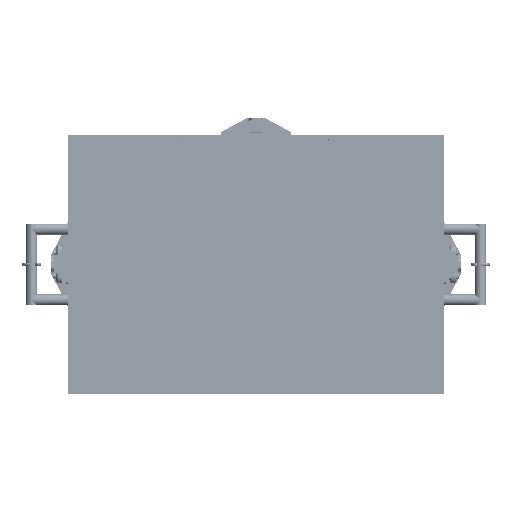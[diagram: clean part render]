
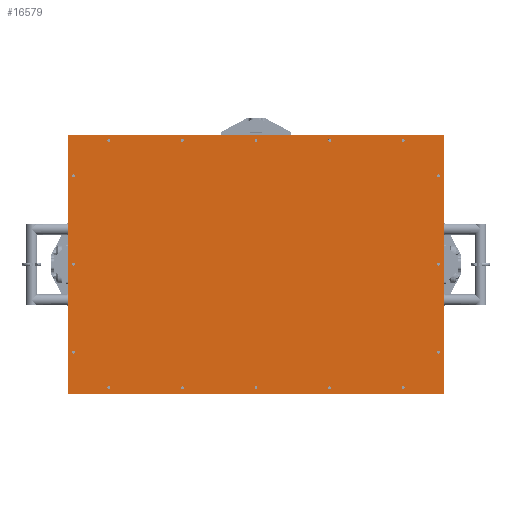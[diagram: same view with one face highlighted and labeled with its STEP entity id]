
A CAD part, top view. The second image highlights one B-rep face of the part: STEP entity #16579.
In plain terms, the highlighted planar face has unit normal (0, 0, 1).
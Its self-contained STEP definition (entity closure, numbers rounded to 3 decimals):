
#994=CIRCLE('',#17799,2.5);
#996=CIRCLE('',#17802,2.5);
#998=CIRCLE('',#17805,2.5);
#1000=CIRCLE('',#17808,2.5);
#1002=CIRCLE('',#17811,2.5);
#1004=CIRCLE('',#17814,2.5);
#1006=CIRCLE('',#17817,2.5);
#1008=CIRCLE('',#17820,2.5);
#1010=CIRCLE('',#17823,2.5);
#1012=CIRCLE('',#17826,2.5);
#1014=CIRCLE('',#17829,2.5);
#1016=CIRCLE('',#17832,2.5);
#1018=CIRCLE('',#17835,2.5);
#1020=CIRCLE('',#17838,2.5);
#1022=CIRCLE('',#17841,2.5);
#1024=CIRCLE('',#17844,2.5);
#1972=FACE_BOUND('',#3617,.T.);
#1973=FACE_BOUND('',#3618,.T.);
#1974=FACE_BOUND('',#3619,.T.);
#1975=FACE_BOUND('',#3620,.T.);
#1976=FACE_BOUND('',#3621,.T.);
#1977=FACE_BOUND('',#3622,.T.);
#1978=FACE_BOUND('',#3623,.T.);
#1979=FACE_BOUND('',#3624,.T.);
#1980=FACE_BOUND('',#3625,.T.);
#1981=FACE_BOUND('',#3626,.T.);
#1982=FACE_BOUND('',#3627,.T.);
#1983=FACE_BOUND('',#3628,.T.);
#1984=FACE_BOUND('',#3629,.T.);
#1985=FACE_BOUND('',#3630,.T.);
#1986=FACE_BOUND('',#3631,.T.);
#1987=FACE_BOUND('',#3632,.T.);
#2536=FACE_OUTER_BOUND('',#3616,.T.);
#3616=EDGE_LOOP('',(#12914,#12915,#12916,#12917));
#3617=EDGE_LOOP('',(#12918));
#3618=EDGE_LOOP('',(#12919));
#3619=EDGE_LOOP('',(#12920));
#3620=EDGE_LOOP('',(#12921));
#3621=EDGE_LOOP('',(#12922));
#3622=EDGE_LOOP('',(#12923));
#3623=EDGE_LOOP('',(#12924));
#3624=EDGE_LOOP('',(#12925));
#3625=EDGE_LOOP('',(#12926));
#3626=EDGE_LOOP('',(#12927));
#3627=EDGE_LOOP('',(#12928));
#3628=EDGE_LOOP('',(#12929));
#3629=EDGE_LOOP('',(#12930));
#3630=EDGE_LOOP('',(#12931));
#3631=EDGE_LOOP('',(#12932));
#3632=EDGE_LOOP('',(#12933));
#4998=LINE('',#32211,#6492);
#5001=LINE('',#32217,#6495);
#5004=LINE('',#32223,#6498);
#5007=LINE('',#32227,#6501);
#6492=VECTOR('',#20808,10.);
#6495=VECTOR('',#20813,10.);
#6498=VECTOR('',#20818,10.);
#6501=VECTOR('',#20823,10.);
#7909=VERTEX_POINT('',#32109);
#7911=VERTEX_POINT('',#32115);
#7913=VERTEX_POINT('',#32121);
#7915=VERTEX_POINT('',#32127);
#7917=VERTEX_POINT('',#32133);
#7919=VERTEX_POINT('',#32139);
#7921=VERTEX_POINT('',#32145);
#7923=VERTEX_POINT('',#32151);
#7925=VERTEX_POINT('',#32157);
#7927=VERTEX_POINT('',#32163);
#7929=VERTEX_POINT('',#32169);
#7931=VERTEX_POINT('',#32175);
#7933=VERTEX_POINT('',#32181);
#7935=VERTEX_POINT('',#32187);
#7937=VERTEX_POINT('',#32193);
#7939=VERTEX_POINT('',#32199);
#7943=VERTEX_POINT('',#32208);
#7944=VERTEX_POINT('',#32210);
#7946=VERTEX_POINT('',#32216);
#7948=VERTEX_POINT('',#32222);
#9697=EDGE_CURVE('',#7909,#7909,#994,.T.);
#9700=EDGE_CURVE('',#7911,#7911,#996,.T.);
#9703=EDGE_CURVE('',#7913,#7913,#998,.T.);
#9706=EDGE_CURVE('',#7915,#7915,#1000,.T.);
#9709=EDGE_CURVE('',#7917,#7917,#1002,.T.);
#9712=EDGE_CURVE('',#7919,#7919,#1004,.T.);
#9715=EDGE_CURVE('',#7921,#7921,#1006,.T.);
#9718=EDGE_CURVE('',#7923,#7923,#1008,.T.);
#9721=EDGE_CURVE('',#7925,#7925,#1010,.T.);
#9724=EDGE_CURVE('',#7927,#7927,#1012,.T.);
#9727=EDGE_CURVE('',#7929,#7929,#1014,.T.);
#9730=EDGE_CURVE('',#7931,#7931,#1016,.T.);
#9733=EDGE_CURVE('',#7933,#7933,#1018,.T.);
#9736=EDGE_CURVE('',#7935,#7935,#1020,.T.);
#9739=EDGE_CURVE('',#7937,#7937,#1022,.T.);
#9742=EDGE_CURVE('',#7939,#7939,#1024,.T.);
#9747=EDGE_CURVE('',#7944,#7943,#4998,.T.);
#9750=EDGE_CURVE('',#7946,#7944,#5001,.T.);
#9753=EDGE_CURVE('',#7948,#7946,#5004,.T.);
#9756=EDGE_CURVE('',#7943,#7948,#5007,.T.);
#12914=ORIENTED_EDGE('',*,*,#9756,.T.);
#12915=ORIENTED_EDGE('',*,*,#9753,.T.);
#12916=ORIENTED_EDGE('',*,*,#9750,.T.);
#12917=ORIENTED_EDGE('',*,*,#9747,.T.);
#12918=ORIENTED_EDGE('',*,*,#9742,.T.);
#12919=ORIENTED_EDGE('',*,*,#9739,.T.);
#12920=ORIENTED_EDGE('',*,*,#9736,.T.);
#12921=ORIENTED_EDGE('',*,*,#9733,.T.);
#12922=ORIENTED_EDGE('',*,*,#9730,.T.);
#12923=ORIENTED_EDGE('',*,*,#9727,.T.);
#12924=ORIENTED_EDGE('',*,*,#9724,.T.);
#12925=ORIENTED_EDGE('',*,*,#9721,.T.);
#12926=ORIENTED_EDGE('',*,*,#9718,.T.);
#12927=ORIENTED_EDGE('',*,*,#9715,.T.);
#12928=ORIENTED_EDGE('',*,*,#9712,.T.);
#12929=ORIENTED_EDGE('',*,*,#9709,.T.);
#12930=ORIENTED_EDGE('',*,*,#9706,.T.);
#12931=ORIENTED_EDGE('',*,*,#9703,.T.);
#12932=ORIENTED_EDGE('',*,*,#9700,.T.);
#12933=ORIENTED_EDGE('',*,*,#9697,.T.);
#15871=PLANE('',#17850);
#16579=ADVANCED_FACE('',(#2536,#1972,#1973,#1974,#1975,#1976,#1977,#1978,
#1979,#1980,#1981,#1982,#1983,#1984,#1985,#1986,#1987),#15871,.T.);
#17799=AXIS2_PLACEMENT_3D('',#32110,#20694,#20695);
#17802=AXIS2_PLACEMENT_3D('',#32116,#20701,#20702);
#17805=AXIS2_PLACEMENT_3D('',#32122,#20708,#20709);
#17808=AXIS2_PLACEMENT_3D('',#32128,#20715,#20716);
#17811=AXIS2_PLACEMENT_3D('',#32134,#20722,#20723);
#17814=AXIS2_PLACEMENT_3D('',#32140,#20729,#20730);
#17817=AXIS2_PLACEMENT_3D('',#32146,#20736,#20737);
#17820=AXIS2_PLACEMENT_3D('',#32152,#20743,#20744);
#17823=AXIS2_PLACEMENT_3D('',#32158,#20750,#20751);
#17826=AXIS2_PLACEMENT_3D('',#32164,#20757,#20758);
#17829=AXIS2_PLACEMENT_3D('',#32170,#20764,#20765);
#17832=AXIS2_PLACEMENT_3D('',#32176,#20771,#20772);
#17835=AXIS2_PLACEMENT_3D('',#32182,#20778,#20779);
#17838=AXIS2_PLACEMENT_3D('',#32188,#20785,#20786);
#17841=AXIS2_PLACEMENT_3D('',#32194,#20792,#20793);
#17844=AXIS2_PLACEMENT_3D('',#32200,#20799,#20800);
#17850=AXIS2_PLACEMENT_3D('',#32228,#20824,#20825);
#20694=DIRECTION('center_axis',(0.,0.,-1.));
#20695=DIRECTION('ref_axis',(-1.,0.,0.));
#20701=DIRECTION('center_axis',(0.,0.,-1.));
#20702=DIRECTION('ref_axis',(-1.,0.,0.));
#20708=DIRECTION('center_axis',(0.,0.,-1.));
#20709=DIRECTION('ref_axis',(-1.,0.,0.));
#20715=DIRECTION('center_axis',(0.,0.,-1.));
#20716=DIRECTION('ref_axis',(-1.,0.,0.));
#20722=DIRECTION('center_axis',(0.,0.,-1.));
#20723=DIRECTION('ref_axis',(-1.,0.,0.));
#20729=DIRECTION('center_axis',(0.,0.,-1.));
#20730=DIRECTION('ref_axis',(-1.,0.,0.));
#20736=DIRECTION('center_axis',(0.,0.,-1.));
#20737=DIRECTION('ref_axis',(-1.,0.,0.));
#20743=DIRECTION('center_axis',(0.,0.,-1.));
#20744=DIRECTION('ref_axis',(-1.,0.,0.));
#20750=DIRECTION('center_axis',(0.,0.,-1.));
#20751=DIRECTION('ref_axis',(-1.,0.,0.));
#20757=DIRECTION('center_axis',(0.,0.,-1.));
#20758=DIRECTION('ref_axis',(-1.,0.,0.));
#20764=DIRECTION('center_axis',(0.,0.,-1.));
#20765=DIRECTION('ref_axis',(-1.,0.,0.));
#20771=DIRECTION('center_axis',(0.,0.,-1.));
#20772=DIRECTION('ref_axis',(-1.,0.,0.));
#20778=DIRECTION('center_axis',(0.,0.,-1.));
#20779=DIRECTION('ref_axis',(-1.,0.,0.));
#20785=DIRECTION('center_axis',(0.,0.,-1.));
#20786=DIRECTION('ref_axis',(-1.,0.,0.));
#20792=DIRECTION('center_axis',(0.,0.,-1.));
#20793=DIRECTION('ref_axis',(-1.,0.,0.));
#20799=DIRECTION('center_axis',(0.,0.,-1.));
#20800=DIRECTION('ref_axis',(-1.,0.,0.));
#20808=DIRECTION('',(1.,0.,0.));
#20813=DIRECTION('',(0.,-1.,0.));
#20818=DIRECTION('',(-1.,0.,0.));
#20823=DIRECTION('',(0.,1.,0.));
#20824=DIRECTION('center_axis',(0.,0.,1.));
#20825=DIRECTION('ref_axis',(1.,0.,0.));
#32109=CARTESIAN_POINT('',(127.5,-210.,13.5));
#32110=CARTESIAN_POINT('Origin',(125.,-210.,13.5));
#32115=CARTESIAN_POINT('',(252.5,-210.,13.5));
#32116=CARTESIAN_POINT('Origin',(250.,-210.,13.5));
#32121=CARTESIAN_POINT('',(2.5,-210.,13.5));
#32122=CARTESIAN_POINT('Origin',(0.,-210.,13.5));
#32127=CARTESIAN_POINT('',(-247.5,210.,13.5));
#32128=CARTESIAN_POINT('Origin',(-250.,210.,13.5));
#32133=CARTESIAN_POINT('',(312.5,150.,13.5));
#32134=CARTESIAN_POINT('Origin',(310.,150.,13.5));
#32139=CARTESIAN_POINT('',(-307.5,150.,13.5));
#32140=CARTESIAN_POINT('Origin',(-310.,150.,13.5));
#32145=CARTESIAN_POINT('',(127.5,210.,13.5));
#32146=CARTESIAN_POINT('Origin',(125.,210.,13.5));
#32151=CARTESIAN_POINT('',(2.5,210.,13.5));
#32152=CARTESIAN_POINT('Origin',(0.,210.,13.5));
#32157=CARTESIAN_POINT('',(252.5,210.,13.5));
#32158=CARTESIAN_POINT('Origin',(250.,210.,13.5));
#32163=CARTESIAN_POINT('',(-122.5,210.,13.5));
#32164=CARTESIAN_POINT('Origin',(-125.,210.,13.5));
#32169=CARTESIAN_POINT('',(-247.5,-210.,13.5));
#32170=CARTESIAN_POINT('Origin',(-250.,-210.,13.5));
#32175=CARTESIAN_POINT('',(-122.5,-210.,13.5));
#32176=CARTESIAN_POINT('Origin',(-125.,-210.,13.5));
#32181=CARTESIAN_POINT('',(-307.5,0.,13.5));
#32182=CARTESIAN_POINT('Origin',(-310.,0.,13.5));
#32187=CARTESIAN_POINT('',(-307.5,-150.,13.5));
#32188=CARTESIAN_POINT('Origin',(-310.,-150.,13.5));
#32193=CARTESIAN_POINT('',(312.5,-150.,13.5));
#32194=CARTESIAN_POINT('Origin',(310.,-150.,13.5));
#32199=CARTESIAN_POINT('',(312.5,0.,13.5));
#32200=CARTESIAN_POINT('Origin',(310.,0.,13.5));
#32208=CARTESIAN_POINT('',(320.,-220.,13.5));
#32210=CARTESIAN_POINT('',(-320.,-220.,13.5));
#32211=CARTESIAN_POINT('',(-160.,-220.,13.5));
#32216=CARTESIAN_POINT('',(-320.,220.,13.5));
#32217=CARTESIAN_POINT('',(-320.,110.,13.5));
#32222=CARTESIAN_POINT('',(320.,220.,13.5));
#32223=CARTESIAN_POINT('',(160.,220.,13.5));
#32227=CARTESIAN_POINT('',(320.,-110.,13.5));
#32228=CARTESIAN_POINT('Origin',(0.,0.,13.5));
